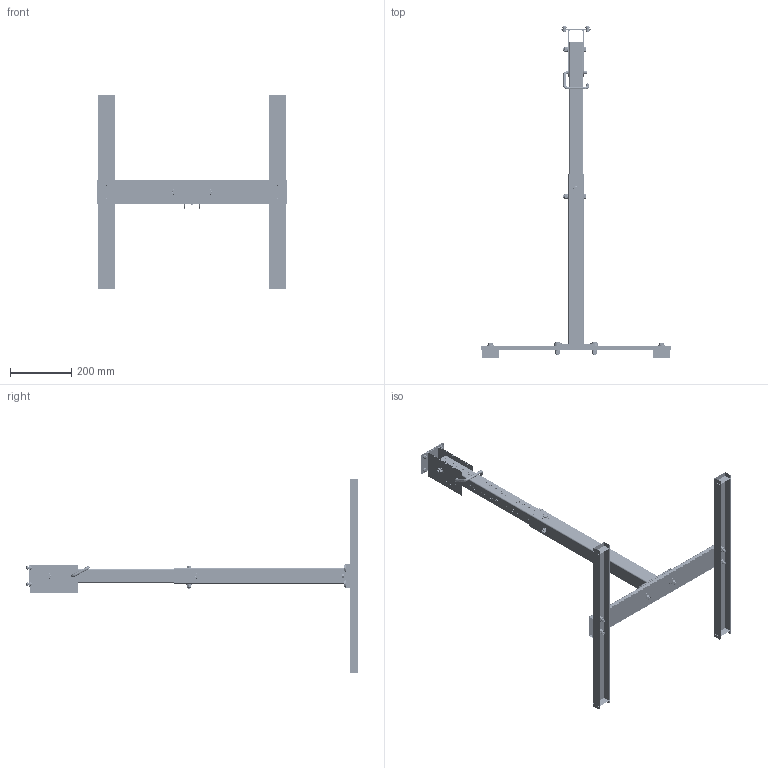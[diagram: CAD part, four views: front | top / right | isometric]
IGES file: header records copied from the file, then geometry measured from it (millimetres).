
Start section:  PTC IGES file: 193927.igs
Global section: file name: 193927.igs; native system: Creo Parametric by Parametric Technology Corporation; preprocessor: 2013230; author: pdmadmin; organization: Unknown; date: 20160307.131423; units: millimetre
Bounding box: 624 x 1086.49 x 634.4 mm (x, y, z)
Volume: 1681636.8 mm3; surface area: 4201421.6 mm2
Topology: 66 solids, 70 shells, 3984 faces, 20444 edges, 25930 vertices
Faces by surface type: revolution 2122, bspline 1862
